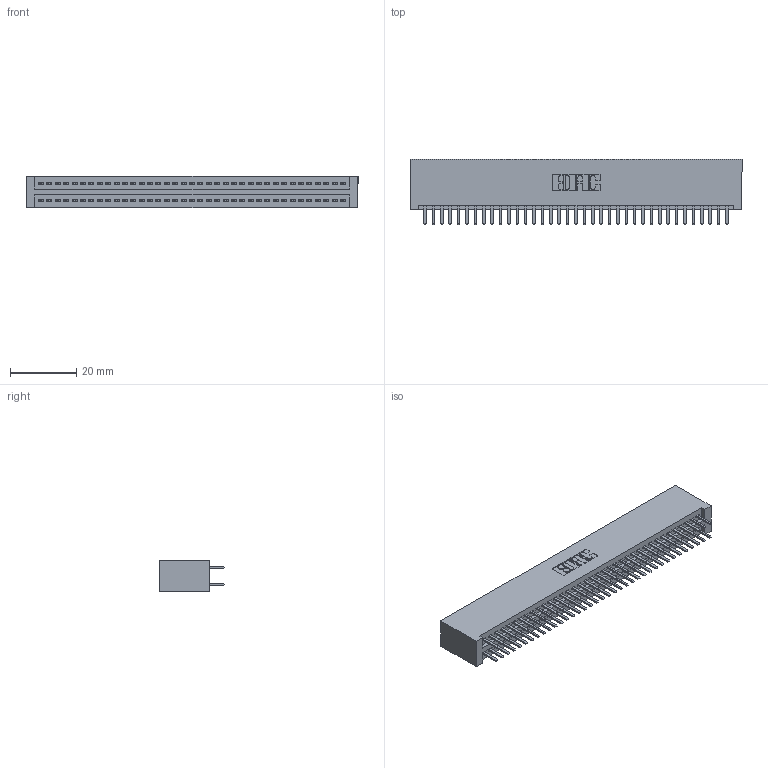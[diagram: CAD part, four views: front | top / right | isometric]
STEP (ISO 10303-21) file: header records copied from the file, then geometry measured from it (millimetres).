
FILE_DESCRIPTION (( 'STEP AP203' ), '1' );
FILE_NAME ('345-074-520-201.STEP', '2019-10-31T05:35:13', ( '' ), ( '' ), 'SwSTEP 2.0', 'SolidWorks 2016', '' );
FILE_SCHEMA (( 'CONFIG_CONTROL_DESIGN' ));
Length unit declared in the file: inch
Products named in the file (3): 345-074-520-201; 345 Part_No Mounting Lugs; 345-292-001_345-293-120
Assembly tree (75 placements, depth 2):
  345-074-520-201
    345 Part_No Mounting Lugs
    345-292-001_345-293-120  x74
Bounding box: 100.58 x 19.68 x 9.4 mm (x, y, z)
Volume: 10307.8 mm3; surface area: 15373.9 mm2
Topology: 75 solids, 75 shells, 4114 faces, 11935 edges, 7758 vertices
Faces by surface type: plane 2666, cylinder 1448
Entity records: 29541 total; most frequent: CARTESIAN_POINT 4968, ORIENTED_EDGE 4890, DIRECTION 4369, EDGE_CURVE 2445, LINE 2169, VECTOR 2169, VERTEX_POINT 1626, AXIS2_PLACEMENT_3D 1100
